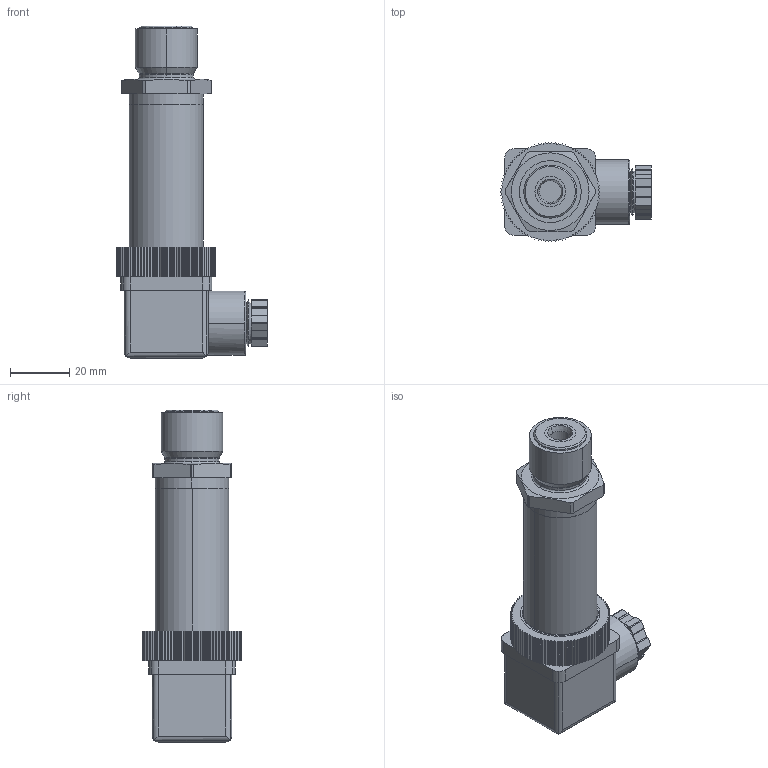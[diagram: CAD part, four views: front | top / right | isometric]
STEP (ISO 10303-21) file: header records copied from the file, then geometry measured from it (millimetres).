
FILE_DESCRIPTION(('STEP AP214'),'1');
FILE_NAME('TP14-TP12-TP3 with DIN43650 - G1_2.stp','2018-01-22T14:24:20',(' '),(' '),'Spatial InterOp 3D',' ',' ');
FILE_SCHEMA(('automotive_design'));
Length unit declared in the file: millimetre
Products named in the file (6): TP14-TP12-TP3 with DIN43650 - G1_2; Nut DIN 43650; DIN 43650; elettrovalvola_scg256a018vms_0_03; 1_2 thread; Body
Assembly tree (5 placements, depth 3):
  TP14-TP12-TP3 with DIN43650 - G1_2
    Nut DIN 43650
    DIN 43650
      elettrovalvola_scg256a018vms_0_03
    1_2 thread
    Body
Bounding box: 51.05 x 33.58 x 112.5 mm (x, y, z)
Volume: 64098.7 mm3; surface area: 20039.2 mm2
Topology: 4 solids, 9 shells, 474 faces, 1339 edges, 893 vertices
Faces by surface type: plane 273, cylinder 179, cone 14, torus 8
Entity records: 19360 total; most frequent: CARTESIAN_POINT 2738, DIRECTION 2685, ORIENTED_EDGE 2658, EDGE_CURVE 1339, LINE 937, VECTOR 937, VERTEX_POINT 893, AXIS2_PLACEMENT_3D 874
